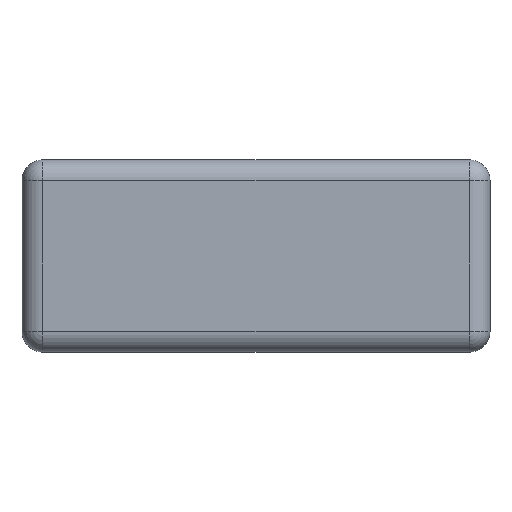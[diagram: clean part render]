
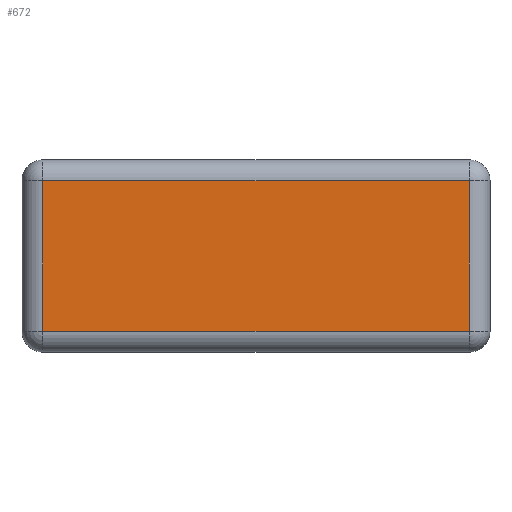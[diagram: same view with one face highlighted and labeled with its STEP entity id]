
A CAD part, top view. The second image highlights one B-rep face of the part: STEP entity #672.
In plain terms, the highlighted planar face has unit normal (0, 0, 1).
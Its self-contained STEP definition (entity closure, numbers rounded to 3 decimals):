
#116=FACE_OUTER_BOUND('',#158,.T.);
#158=EDGE_LOOP('',(#605,#606,#607,#608));
#196=LINE('',#1260,#244);
#198=LINE('',#1263,#246);
#202=LINE('',#1269,#250);
#206=LINE('',#1275,#254);
#244=VECTOR('',#945,10.);
#246=VECTOR('',#949,10.);
#250=VECTOR('',#957,10.);
#254=VECTOR('',#965,10.);
#323=VERTEX_POINT('',#1231);
#326=VERTEX_POINT('',#1238);
#328=VERTEX_POINT('',#1243);
#330=VERTEX_POINT('',#1249);
#416=EDGE_CURVE('',#328,#330,#196,.T.);
#418=EDGE_CURVE('',#330,#326,#198,.T.);
#422=EDGE_CURVE('',#323,#328,#202,.T.);
#426=EDGE_CURVE('',#326,#323,#206,.T.);
#605=ORIENTED_EDGE('',*,*,#416,.F.);
#606=ORIENTED_EDGE('',*,*,#422,.F.);
#607=ORIENTED_EDGE('',*,*,#426,.F.);
#608=ORIENTED_EDGE('',*,*,#418,.F.);
#632=PLANE('',#780);
#672=ADVANCED_FACE('',(#116),#632,.T.);
#780=AXIS2_PLACEMENT_3D('',#1281,#974,#975);
#945=DIRECTION('',(-1.,0.,0.));
#949=DIRECTION('',(0.,1.,0.));
#957=DIRECTION('',(0.,-1.,0.));
#965=DIRECTION('',(1.,0.,0.));
#974=DIRECTION('center_axis',(0.,0.,1.));
#975=DIRECTION('ref_axis',(1.,0.,0.));
#1231=CARTESIAN_POINT('',(20.5,7.25,2.5));
#1238=CARTESIAN_POINT('',(-20.5,7.25,2.5));
#1243=CARTESIAN_POINT('',(20.5,-7.25,2.5));
#1249=CARTESIAN_POINT('',(-20.5,-7.25,2.5));
#1260=CARTESIAN_POINT('',(11.25,-7.25,2.5));
#1263=CARTESIAN_POINT('',(-20.5,-4.625,2.5));
#1269=CARTESIAN_POINT('',(20.5,4.625,2.5));
#1275=CARTESIAN_POINT('',(-11.25,7.25,2.5));
#1281=CARTESIAN_POINT('Origin',(0.,0.,
2.5));
